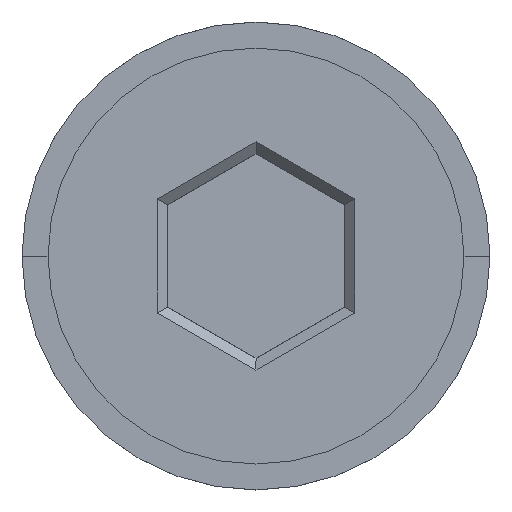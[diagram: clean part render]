
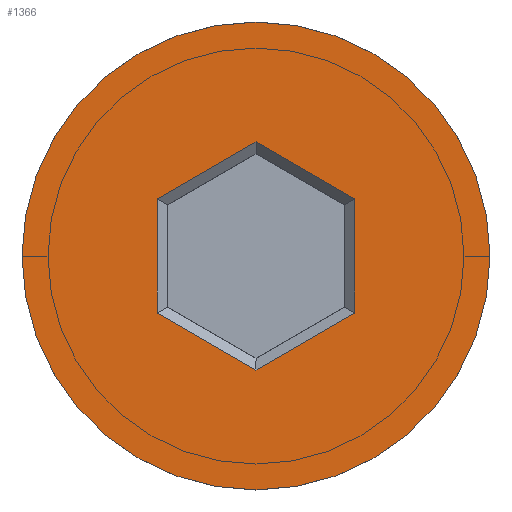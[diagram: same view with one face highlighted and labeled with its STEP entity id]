
A CAD part, top view. The second image highlights one B-rep face of the part: STEP entity #1366.
In plain terms, the highlighted planar face has unit normal (0, 0, 1).
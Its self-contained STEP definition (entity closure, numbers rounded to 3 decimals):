
#28 = PLANE ( 'NONE',  #761 ) ;
#52 = VECTOR ( 'NONE', #1099, 1000. ) ;
#67 = DIRECTION ( 'NONE',  ( 1., 0., 0. ) ) ;
#68 = CARTESIAN_POINT ( 'NONE',  ( -1.9, 0.981, 0. ) ) ;
#72 = AXIS2_PLACEMENT_3D ( 'NONE', #301, #1380, #67 ) ;
#78 = LINE ( 'NONE', #68, #216 ) ;
#138 = CARTESIAN_POINT ( 'NONE',  ( 1.9, 1.097, 0. ) ) ;
#146 = CARTESIAN_POINT ( 'NONE',  ( 0., 2.194, 0. ) ) ;
#165 = VECTOR ( 'NONE', #1095, 1000. ) ;
#182 = CARTESIAN_POINT ( 'NONE',  ( -1.9, -1.097, 0. ) ) ;
#197 = DIRECTION ( 'NONE',  ( 1., 0., 0. ) ) ;
#216 = VECTOR ( 'NONE', #705, 1000. ) ;
#246 = CARTESIAN_POINT ( 'NONE',  ( 4.5, 0., 0. ) ) ;
#249 = ORIENTED_EDGE ( 'NONE', *, *, #257, .T. ) ;
#257 = EDGE_CURVE ( 'NONE', #1293, #1351, #649, .T. ) ;
#301 = CARTESIAN_POINT ( 'NONE',  ( 0., 0., 0. ) ) ;
#350 = DIRECTION ( 'NONE',  ( 0., 0., 1. ) ) ;
#352 = ORIENTED_EDGE ( 'NONE', *, *, #933, .T. ) ;
#357 = CARTESIAN_POINT ( 'NONE',  ( 1.8, 1.155, 0. ) ) ;
#360 = CARTESIAN_POINT ( 'NONE',  ( 0.1, -2.136, 0. ) ) ;
#418 = VERTEX_POINT ( 'NONE', #138 ) ;
#460 = ORIENTED_EDGE ( 'NONE', *, *, #1297, .T. ) ;
#489 = VERTEX_POINT ( 'NONE', #980 ) ;
#512 = VERTEX_POINT ( 'NONE', #182 ) ;
#521 = ORIENTED_EDGE ( 'NONE', *, *, #790, .T. ) ;
#577 = CARTESIAN_POINT ( 'NONE',  ( 0., 0., 0. ) ) ;
#612 = ORIENTED_EDGE ( 'NONE', *, *, #1044, .T. ) ;
#639 = CARTESIAN_POINT ( 'NONE',  ( -0.1, 2.136, 0. ) ) ;
#649 = LINE ( 'NONE', #639, #1015 ) ;
#657 = CARTESIAN_POINT ( 'NONE',  ( -1.8, -1.155, 0. ) ) ;
#661 = LINE ( 'NONE', #360, #52 ) ;
#697 = VECTOR ( 'NONE', #1021, 1000. ) ;
#705 = DIRECTION ( 'NONE',  ( 0., 1., 0. ) ) ;
#708 = EDGE_CURVE ( 'NONE', #1401, #489, #661, .T. ) ;
#722 = CARTESIAN_POINT ( 'NONE',  ( 1.9, -1.097, 0. ) ) ;
#758 = CARTESIAN_POINT ( 'NONE',  ( -4.5, 0., 0. ) ) ;
#761 = AXIS2_PLACEMENT_3D ( 'NONE', #577, #350, #1011 ) ;
#788 = AXIS2_PLACEMENT_3D ( 'NONE', #1068, #1177, #197 ) ;
#790 = EDGE_CURVE ( 'NONE', #512, #1293, #78, .T. ) ;
#799 = LINE ( 'NONE', #657, #165 ) ;
#834 = VERTEX_POINT ( 'NONE', #758 ) ;
#849 = EDGE_LOOP ( 'NONE', ( #881, #521, #249, #460, #352, #1144 ) ) ;
#862 = DIRECTION ( 'NONE',  ( 0.866, 0.5, 0. ) ) ;
#881 = ORIENTED_EDGE ( 'NONE', *, *, #1307, .T. ) ;
#913 = LINE ( 'NONE', #1115, #697 ) ;
#917 = EDGE_CURVE ( 'NONE', #1300, #834, #1198, .T. ) ;
#933 = EDGE_CURVE ( 'NONE', #418, #1401, #913, .T. ) ;
#943 = VECTOR ( 'NONE', #1104, 1000. ) ;
#980 = CARTESIAN_POINT ( 'NONE',  ( 0., -2.194, 0. ) ) ;
#1002 = CARTESIAN_POINT ( 'NONE',  ( -1.9, 1.097, 0. ) ) ;
#1011 = DIRECTION ( 'NONE',  ( 1., 0., 0. ) ) ;
#1015 = VECTOR ( 'NONE', #862, 1000. ) ;
#1019 = FACE_BOUND ( 'NONE', #849, .T. ) ;
#1021 = DIRECTION ( 'NONE',  ( 0., -1., 0. ) ) ;
#1044 = EDGE_CURVE ( 'NONE', #834, #1300, #1080, .T. ) ;
#1068 = CARTESIAN_POINT ( 'NONE',  ( 0., 0., 0. ) ) ;
#1080 = CIRCLE ( 'NONE', #72, 4.5 ) ;
#1095 = DIRECTION ( 'NONE',  ( -0.866, 0.5, 0. ) ) ;
#1099 = DIRECTION ( 'NONE',  ( -0.866, -0.5, 0. ) ) ;
#1104 = DIRECTION ( 'NONE',  ( 0.866, -0.5, 0. ) ) ;
#1115 = CARTESIAN_POINT ( 'NONE',  ( 1.9, -0.981, 0. ) ) ;
#1144 = ORIENTED_EDGE ( 'NONE', *, *, #708, .T. ) ;
#1167 = EDGE_LOOP ( 'NONE', ( #1388, #612 ) ) ;
#1177 = DIRECTION ( 'NONE',  ( 0., 0., 1. ) ) ;
#1198 = CIRCLE ( 'NONE', #788, 4.5 ) ;
#1293 = VERTEX_POINT ( 'NONE', #1002 ) ;
#1297 = EDGE_CURVE ( 'NONE', #1351, #418, #1342, .T. ) ;
#1300 = VERTEX_POINT ( 'NONE', #246 ) ;
#1307 = EDGE_CURVE ( 'NONE', #489, #512, #799, .T. ) ;
#1342 = LINE ( 'NONE', #357, #943 ) ;
#1348 = FACE_OUTER_BOUND ( 'NONE', #1167, .T. ) ;
#1351 = VERTEX_POINT ( 'NONE', #146 ) ;
#1366 = ADVANCED_FACE ( 'NONE', ( #1019, #1348 ), #28, .T. ) ;
#1380 = DIRECTION ( 'NONE',  ( 0., 0., 1. ) ) ;
#1388 = ORIENTED_EDGE ( 'NONE', *, *, #917, .T. ) ;
#1401 = VERTEX_POINT ( 'NONE', #722 ) ;
